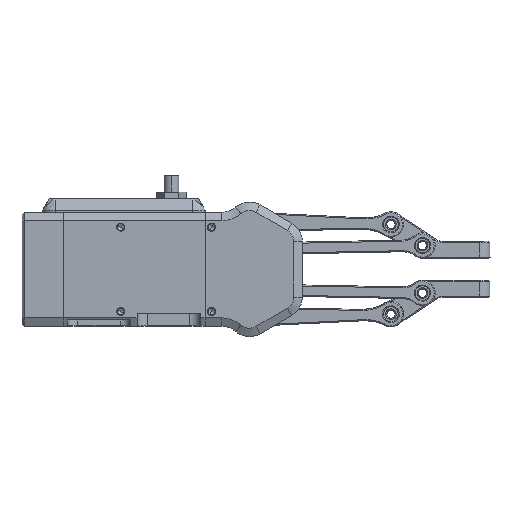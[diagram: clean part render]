
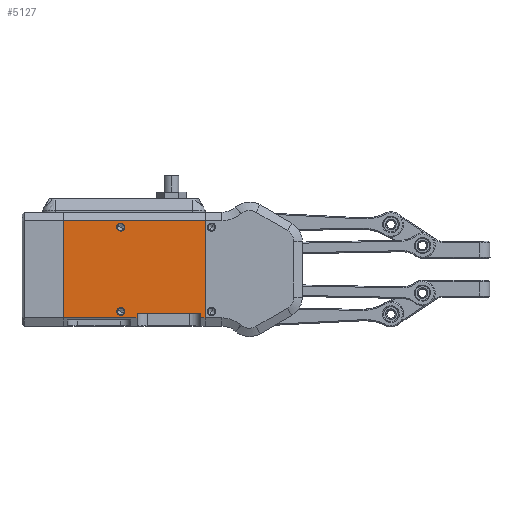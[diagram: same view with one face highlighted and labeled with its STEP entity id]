
A CAD part, front view. The second image highlights one B-rep face of the part: STEP entity #5127.
In plain terms, the highlighted free-form (B-spline) face has degree [1, 1] with [2, 2] control points.
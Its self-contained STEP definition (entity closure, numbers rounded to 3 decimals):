
#69 = VERTEX_POINT('',#70);
#70 = CARTESIAN_POINT('',(-48.436,-33.74,
    -31.491));
#75 = EDGE_CURVE('',#76,#69,#78,.T.);
#76 = VERTEX_POINT('',#77);
#77 = CARTESIAN_POINT('',(-48.436,-33.74,-34.49
    ));
#78 = B_SPLINE_CURVE_WITH_KNOTS('',1,(#79,#80),.UNSPECIFIED.,.F.,.F.,(2,
    2),(-1.,1.),.PIECEWISE_BEZIER_KNOTS.);
#79 = CARTESIAN_POINT('',(-48.436,-33.74,-34.49
    ));
#80 = CARTESIAN_POINT('',(-48.436,-33.74,
    -31.491));
#4712 = VERTEX_POINT('',#4713);
#4713 = CARTESIAN_POINT('',(-3.449,-33.74,
    -34.49));
#4718 = EDGE_CURVE('',#4712,#4719,#4721,.T.);
#4719 = VERTEX_POINT('',#4720);
#4720 = CARTESIAN_POINT('',(-3.449,-33.74,
    -31.491));
#4721 = B_SPLINE_CURVE_WITH_KNOTS('',1,(#4722,#4723),.UNSPECIFIED.,.F.,
  .F.,(2,2),(-1.,1.),.PIECEWISE_BEZIER_KNOTS.);
#4722 = CARTESIAN_POINT('',(-3.449,-33.74,
    -34.49));
#4723 = CARTESIAN_POINT('',(-3.449,-33.74,
    -31.491));
#4746 = EDGE_CURVE('',#4719,#69,#4747,.T.);
#4747 = B_SPLINE_CURVE_WITH_KNOTS('',1,(#4748,#4749),.UNSPECIFIED.,.F.,
  .F.,(2,2),(-15.,15.),.PIECEWISE_BEZIER_KNOTS.);
#4748 = CARTESIAN_POINT('',(-3.449,-33.74,
    -31.491));
#4749 = CARTESIAN_POINT('',(-48.436,-33.74,
    -31.491));
#4760 = EDGE_CURVE('',#76,#4761,#4763,.T.);
#4761 = VERTEX_POINT('',#4762);
#4762 = CARTESIAN_POINT('',(-100.92,-33.74,
    -34.49));
#4763 = B_SPLINE_CURVE_WITH_KNOTS('',1,(#4764,#4765),.UNSPECIFIED.,.F.,
  .F.,(2,2),(-17.5,17.5),.PIECEWISE_BEZIER_KNOTS.);
#4764 = CARTESIAN_POINT('',(-48.436,-33.74,
    -34.49));
#4765 = CARTESIAN_POINT('',(-100.92,-33.74,
    -34.49));
#4791 = EDGE_CURVE('',#4792,#4761,#4794,.T.);
#4792 = VERTEX_POINT('',#4793);
#4793 = CARTESIAN_POINT('',(-100.92,-33.74,
    34.49));
#4794 = B_SPLINE_CURVE_WITH_KNOTS('',1,(#4795,#4796),.UNSPECIFIED.,.F.,
  .F.,(2,2),(-23.,23.),.PIECEWISE_BEZIER_KNOTS.);
#4795 = CARTESIAN_POINT('',(-100.92,-33.74,
    34.49));
#4796 = CARTESIAN_POINT('',(-100.92,-33.74,
    -34.49));
#4842 = EDGE_CURVE('',#4843,#4792,#4845,.T.);
#4843 = VERTEX_POINT('',#4844);
#4844 = CARTESIAN_POINT('',(0.,-33.74,34.49));
#4845 = B_SPLINE_CURVE_WITH_KNOTS('',1,(#4846,#4847),.UNSPECIFIED.,.F.,
  .F.,(2,2),(-33.65,33.65),.PIECEWISE_BEZIER_KNOTS.);
#4846 = CARTESIAN_POINT('',(0.,-33.74,34.49));
#4847 = CARTESIAN_POINT('',(-100.92,-33.74,
    34.49));
#4863 = VERTEX_POINT('',#4864);
#4864 = CARTESIAN_POINT('',(0.,-33.74,-34.49));
#4875 = EDGE_CURVE('',#4843,#4863,#4876,.T.);
#4876 = B_SPLINE_CURVE_WITH_KNOTS('',1,(#4877,#4878),.UNSPECIFIED.,.F.,
  .F.,(2,2),(-23.,23.),.PIECEWISE_BEZIER_KNOTS.);
#4877 = CARTESIAN_POINT('',(0.,-33.74,34.49));
#4878 = CARTESIAN_POINT('',(0.,-33.74,-34.49));
#4908 = EDGE_CURVE('',#4863,#4712,#4909,.T.);
#4909 = B_SPLINE_CURVE_WITH_KNOTS('',1,(#4910,#4911),.UNSPECIFIED.,.F.,
  .F.,(2,2),(-1.15,1.15),.PIECEWISE_BEZIER_KNOTS.);
#4910 = CARTESIAN_POINT('',(0.,-33.74,-34.49));
#4911 = CARTESIAN_POINT('',(-3.449,-33.74,
    -34.49));
#5009 = VERTEX_POINT('',#5010);
#5010 = CARTESIAN_POINT('',(-62.51,-33.74,
    -28.61));
#5015 = EDGE_CURVE('',#5016,#5009,#5018,.T.);
#5016 = VERTEX_POINT('',#5017);
#5017 = CARTESIAN_POINT('',(-57.454,-33.74,
    -31.372));
#5018 = ( BOUNDED_CURVE() B_SPLINE_CURVE(2,(#5019,#5020,#5021,#5022,
#5023),.UNSPECIFIED.,.F.,.F.) B_SPLINE_CURVE_WITH_KNOTS((3,2,3),(
    4.212,5.783,7.354),
.PIECEWISE_BEZIER_KNOTS.) CURVE() GEOMETRIC_REPRESENTATION_ITEM() 
RATIONAL_B_SPLINE_CURVE((1.,0.707,1.,0.707,1.)) 
REPRESENTATION_ITEM('') );
#5019 = CARTESIAN_POINT('',(-57.454,-33.74,
    -31.372));
#5020 = CARTESIAN_POINT('',(-56.073,-33.74,
    -28.844));
#5021 = CARTESIAN_POINT('',(-58.601,-33.74,
    -27.463));
#5022 = CARTESIAN_POINT('',(-61.129,-33.74,
    -26.082));
#5023 = CARTESIAN_POINT('',(-62.51,-33.74,
    -28.61));
#5046 = EDGE_CURVE('',#5009,#5016,#5047,.T.);
#5047 = ( BOUNDED_CURVE() B_SPLINE_CURVE(2,(#5048,#5049,#5050,#5051,
#5052),.UNSPECIFIED.,.F.,.F.) B_SPLINE_CURVE_WITH_KNOTS((3,2,3),(
    1.071,2.642,4.212),
.PIECEWISE_BEZIER_KNOTS.) CURVE() GEOMETRIC_REPRESENTATION_ITEM() 
RATIONAL_B_SPLINE_CURVE((1.,0.707,1.,0.707,1.)) 
REPRESENTATION_ITEM('') );
#5048 = CARTESIAN_POINT('',(-62.51,-33.74,
    -28.61));
#5049 = CARTESIAN_POINT('',(-63.891,-33.74,
    -31.138));
#5050 = CARTESIAN_POINT('',(-61.363,-33.74,
    -32.519));
#5051 = CARTESIAN_POINT('',(-58.835,-33.74,
    -33.9));
#5052 = CARTESIAN_POINT('',(-57.454,-33.74,
    -31.372));
#5127 = ADVANCED_FACE('',(#5128,#5138,#5176),#5180,.T.);
#5128 = FACE_BOUND('',#5129,.T.);
#5129 = EDGE_LOOP('',(#5130,#5131,#5132,#5133,#5134,#5135,#5136,#5137));
#5130 = ORIENTED_EDGE('',*,*,#4908,.F.);
#5131 = ORIENTED_EDGE('',*,*,#4875,.F.);
#5132 = ORIENTED_EDGE('',*,*,#4842,.T.);
#5133 = ORIENTED_EDGE('',*,*,#4791,.T.);
#5134 = ORIENTED_EDGE('',*,*,#4760,.F.);
#5135 = ORIENTED_EDGE('',*,*,#75,.T.);
#5136 = ORIENTED_EDGE('',*,*,#4746,.F.);
#5137 = ORIENTED_EDGE('',*,*,#4718,.F.);
#5138 = FACE_BOUND('',#5139,.T.);
#5139 = EDGE_LOOP('',(#5140,#5152));
#5140 = ORIENTED_EDGE('',*,*,#5141,.F.);
#5141 = EDGE_CURVE('',#5142,#5144,#5146,.T.);
#5142 = VERTEX_POINT('',#5143);
#5143 = CARTESIAN_POINT('',(-62.51,-33.74,
    31.372));
#5144 = VERTEX_POINT('',#5145);
#5145 = CARTESIAN_POINT('',(-57.454,-33.74,
    28.61));
#5146 = ( BOUNDED_CURVE() B_SPLINE_CURVE(2,(#5147,#5148,#5149,#5150,
#5151),.UNSPECIFIED.,.F.,.F.) B_SPLINE_CURVE_WITH_KNOTS((3,2,3),(
    1.071,2.642,4.212),
.PIECEWISE_BEZIER_KNOTS.) CURVE() GEOMETRIC_REPRESENTATION_ITEM() 
RATIONAL_B_SPLINE_CURVE((1.,0.707,1.,0.707,1.)) 
REPRESENTATION_ITEM('') );
#5147 = CARTESIAN_POINT('',(-62.51,-33.74,
    31.372));
#5148 = CARTESIAN_POINT('',(-63.891,-33.74,
    28.844));
#5149 = CARTESIAN_POINT('',(-61.363,-33.74,
    27.463));
#5150 = CARTESIAN_POINT('',(-58.835,-33.74,
    26.082));
#5151 = CARTESIAN_POINT('',(-57.454,-33.74,
    28.61));
#5152 = ORIENTED_EDGE('',*,*,#5153,.F.);
#5153 = EDGE_CURVE('',#5144,#5142,#5154,.T.);
#5154 = B_SPLINE_CURVE_WITH_KNOTS('',5,(#5155,#5156,#5157,#5158,#5159,
    #5160,#5161,#5162,#5163,#5164,#5165,#5166,#5167,#5168,#5169,#5170,
    #5171,#5172,#5173,#5174,#5175),.UNSPECIFIED.,.F.,.F.,(6,3,3,3,3,3,6)
  ,(7.896,9.258,10.989,11.844,13.787
    ,15.753,15.792),.UNSPECIFIED.);
#5155 = CARTESIAN_POINT('',(-57.454,-33.74,
    28.61));
#5156 = CARTESIAN_POINT('',(-57.305,-33.74,
    28.884));
#5157 = CARTESIAN_POINT('',(-57.192,-33.74,
    29.178));
#5158 = CARTESIAN_POINT('',(-57.12,-33.74,
    29.486));
#5159 = CARTESIAN_POINT('',(-57.054,-33.74,
    30.199));
#5160 = CARTESIAN_POINT('',(-57.206,-33.74,
    30.902));
#5161 = CARTESIAN_POINT('',(-57.358,-33.74,
    31.277));
#5162 = CARTESIAN_POINT('',(-57.678,-33.74,
    31.787));
#5163 = CARTESIAN_POINT('',(-58.111,-33.74,
    32.194));
#5164 = CARTESIAN_POINT('',(-58.265,-33.74,
    32.317));
#5165 = CARTESIAN_POINT('',(-58.802,-33.74,
    32.672));
#5166 = CARTESIAN_POINT('',(-59.424,-33.74,
    32.871));
#5167 = CARTESIAN_POINT('',(-59.878,-33.74,
    32.922));
#5168 = CARTESIAN_POINT('',(-60.788,-33.74,
    32.848));
#5169 = CARTESIAN_POINT('',(-61.603,-33.74,
    32.437));
#5170 = CARTESIAN_POINT('',(-61.968,-33.74,
    32.152));
#5171 = CARTESIAN_POINT('',(-62.272,-33.74,
    31.796));
#5172 = CARTESIAN_POINT('',(-62.497,-33.74,
    31.396));
#5173 = CARTESIAN_POINT('',(-62.502,-33.74,
    31.388));
#5174 = CARTESIAN_POINT('',(-62.506,-33.74,
    31.38));
#5175 = CARTESIAN_POINT('',(-62.51,-33.74,
    31.372));
#5176 = FACE_BOUND('',#5177,.T.);
#5177 = EDGE_LOOP('',(#5178,#5179));
#5178 = ORIENTED_EDGE('',*,*,#5046,.F.);
#5179 = ORIENTED_EDGE('',*,*,#5015,.F.);
#5180 = B_SPLINE_SURFACE_WITH_KNOTS('',1,1,(
    (#5181,#5182)
    ,(#5183,#5184
    )),.UNSPECIFIED.,.F.,.F.,.F.,(2,2),(2,2),(4.,50.),(0.,67.3),
  .PIECEWISE_BEZIER_KNOTS.);
#5181 = CARTESIAN_POINT('',(-100.92,-33.74,
    34.49));
#5182 = CARTESIAN_POINT('',(0.,-33.74,34.49));
#5183 = CARTESIAN_POINT('',(-100.92,-33.74,
    -34.49));
#5184 = CARTESIAN_POINT('',(0.,-33.74,-34.49));
